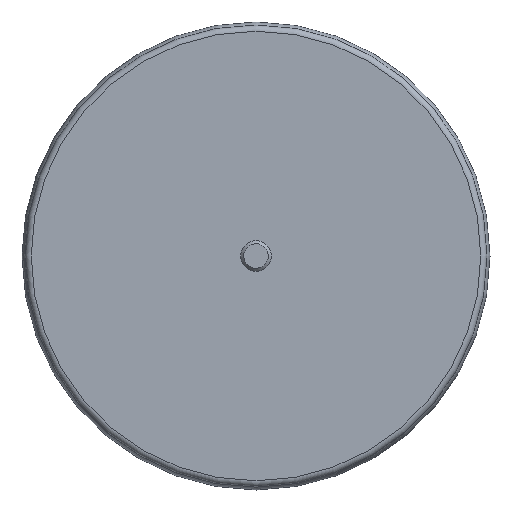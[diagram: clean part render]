
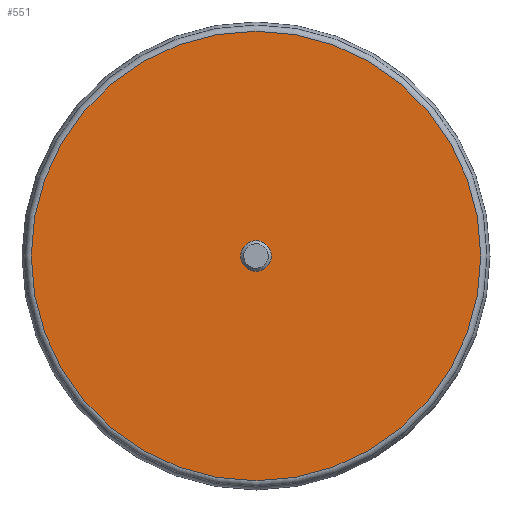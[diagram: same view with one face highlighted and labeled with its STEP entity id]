
A CAD part, front view. The second image highlights one B-rep face of the part: STEP entity #551.
In plain terms, the highlighted planar face has unit normal (0, -1, 0).
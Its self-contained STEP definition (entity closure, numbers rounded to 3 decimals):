
#60 = EDGE_LOOP ( 'NONE', ( #1127 ) ) ;
#83 = FACE_OUTER_BOUND ( 'NONE', #903, .T. ) ;
#104 = PLANE ( 'NONE',  #338 ) ;
#153 = VERTEX_POINT ( 'NONE', #926 ) ;
#338 = AXIS2_PLACEMENT_3D ( 'NONE', #366, #1013, #839 ) ;
#344 = EDGE_CURVE ( 'NONE', #153, #153, #1017, .T. ) ;
#366 = CARTESIAN_POINT ( 'NONE',  ( 0., 0., 0. ) ) ;
#551 = ADVANCED_FACE ( 'NONE', ( #1107, #83 ), #104, .F. ) ;
#574 = VERTEX_POINT ( 'NONE', #755 ) ;
#707 = AXIS2_PLACEMENT_3D ( 'NONE', #796, #971, #801 ) ;
#727 = CARTESIAN_POINT ( 'NONE',  ( 0., 0., 0. ) ) ;
#755 = CARTESIAN_POINT ( 'NONE',  ( 0., 0., 36.5 ) ) ;
#796 = CARTESIAN_POINT ( 'NONE',  ( 0., 0., 0. ) ) ;
#801 = DIRECTION ( 'NONE',  ( 0., 0., 1. ) ) ;
#839 = DIRECTION ( 'NONE',  ( 0., 0., 1. ) ) ;
#885 = CIRCLE ( 'NONE', #707, 36.5 ) ;
#903 = EDGE_LOOP ( 'NONE', ( #1054 ) ) ;
#926 = CARTESIAN_POINT ( 'NONE',  ( 0., 0., 2.5 ) ) ;
#942 = EDGE_CURVE ( 'NONE', #574, #574, #885, .T. ) ;
#971 = DIRECTION ( 'NONE',  ( 0., -1., 0. ) ) ;
#1013 = DIRECTION ( 'NONE',  ( 0., 1., 0. ) ) ;
#1017 = CIRCLE ( 'NONE', #1073, 2.5 ) ;
#1032 = DIRECTION ( 'NONE',  ( 0., 0., 1. ) ) ;
#1054 = ORIENTED_EDGE ( 'NONE', *, *, #942, .T. ) ;
#1073 = AXIS2_PLACEMENT_3D ( 'NONE', #727, #1192, #1032 ) ;
#1107 = FACE_BOUND ( 'NONE', #60, .T. ) ;
#1127 = ORIENTED_EDGE ( 'NONE', *, *, #344, .T. ) ;
#1192 = DIRECTION ( 'NONE',  ( 0., 1., 0. ) ) ;
